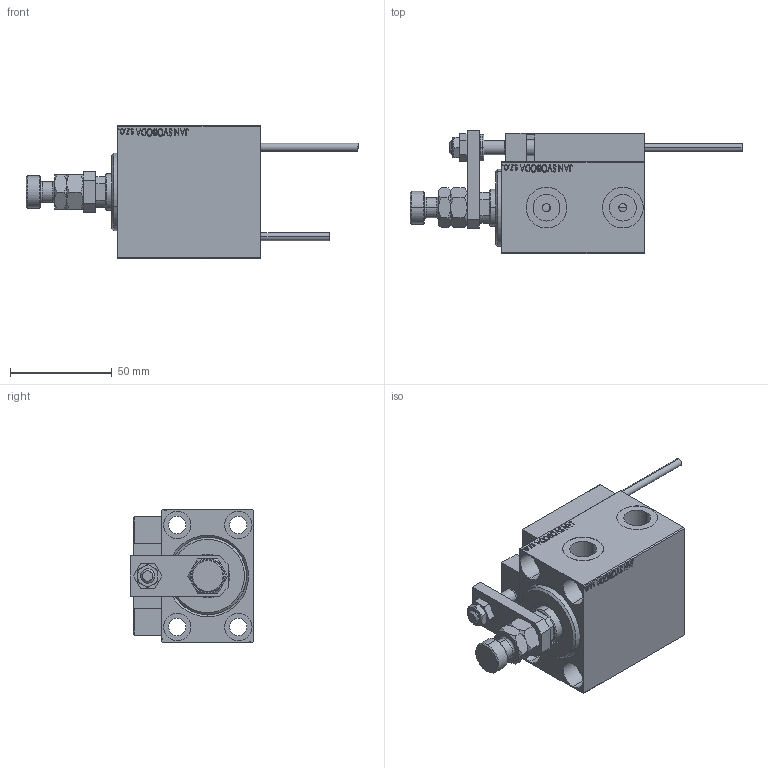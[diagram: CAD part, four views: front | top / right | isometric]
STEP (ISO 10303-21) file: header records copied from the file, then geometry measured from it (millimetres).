
FILE_DESCRIPTION (( 'STEP AP203' ), '1' );
FILE_NAME ('1872.STEP', '2021-04-19T09:02:00', ( '' ), ( '' ), 'SwSTEP 2.0', 'SolidWorks 2019', '' );
FILE_SCHEMA (( 'CONFIG_CONTROL_DESIGN' ));
Length unit declared in the file: millimetre
Products named in the file (17): V450CM_C_VCP 6829f38686214d24f70d1aa54664ddad; V450CM_C 6829f38686214d24f70d1aa54664ddad; SWITCH X 6829f38686214d24f70d1aa54664ddad; MAGNET 6829f38686214d24f70d1aa54664ddad; SWITCH_X_FRONT_BACK 6829f38686214d24f70d1aa54664ddad; V450CM_VC_B 6829f38686214d24f70d1aa54664ddad; ZARAZKA 6829f38686214d24f70d1aa54664ddad; TYC_L79 6829f38686214d24f70d1aa54664ddad; NUT_D12 6829f38686214d24f70d1aa54664ddad; 1872; Block 6829f38686214d24f70d1aa54664ddad; ALLEN BOLT D5 6829f38686214d24f70d1aa54664ddad; ALLEN BOLT D8 6829f38686214d24f70d1aa54664ddad; NUT_D10 6829f38686214d24f70d1aa54664ddad; KONCOVKA 6829f38686214d24f70d1aa54664ddad; SWITCH DIM B,W 6829f38686214d24f70d1aa54664ddad; X_Y_MFA 6829f38686214d24f70d1aa54664ddad
Assembly tree (26 placements, depth 3):
  1872
    V450CM_C 6829f38686214d24f70d1aa54664ddad
    SWITCH X 6829f38686214d24f70d1aa54664ddad
      SWITCH_X_FRONT_BACK 6829f38686214d24f70d1aa54664ddad  x2
      TYC_L79 6829f38686214d24f70d1aa54664ddad
      Block 6829f38686214d24f70d1aa54664ddad  x2
      ALLEN BOLT D5 6829f38686214d24f70d1aa54664ddad  x4
      ALLEN BOLT D8 6829f38686214d24f70d1aa54664ddad  x4
      MAGNET 6829f38686214d24f70d1aa54664ddad  x2
      KONCOVKA 6829f38686214d24f70d1aa54664ddad  x2
    NUT_D12 6829f38686214d24f70d1aa54664ddad
    SWITCH DIM B,W 6829f38686214d24f70d1aa54664ddad
    ZARAZKA 6829f38686214d24f70d1aa54664ddad
    NUT_D10 6829f38686214d24f70d1aa54664ddad
    V450CM_C_VCP 6829f38686214d24f70d1aa54664ddad
    V450CM_VC_B 6829f38686214d24f70d1aa54664ddad
    X_Y_MFA 6829f38686214d24f70d1aa54664ddad
Bounding box: 163 x 60.5 x 65 mm (x, y, z)
Volume: 228635.9 mm3; surface area: 73111.7 mm2
Topology: 25 solids, 25 shells, 1351 faces, 3217 edges, 2046 vertices
Faces by surface type: plane 584, bspline 380, cylinder 194, cone 141, torus 48, sphere 4
Entity records: 52599 total; most frequent: CARTESIAN_POINT 26719, ORIENTED_EDGE 5454, DIRECTION 3736, EDGE_CURVE 2727, VERTEX_POINT 1770, VECTOR 1522, LINE 1522, EDGE_LOOP 1265
